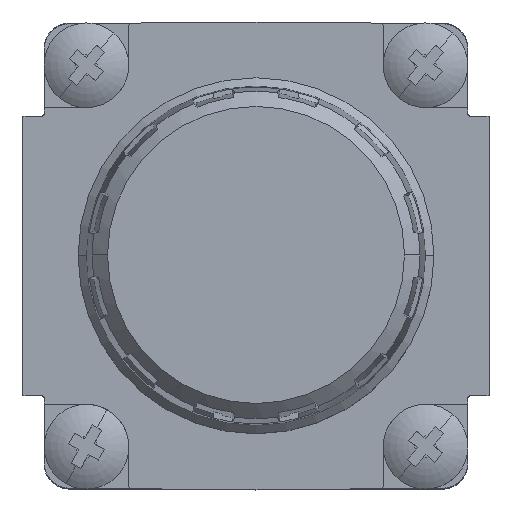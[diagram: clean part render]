
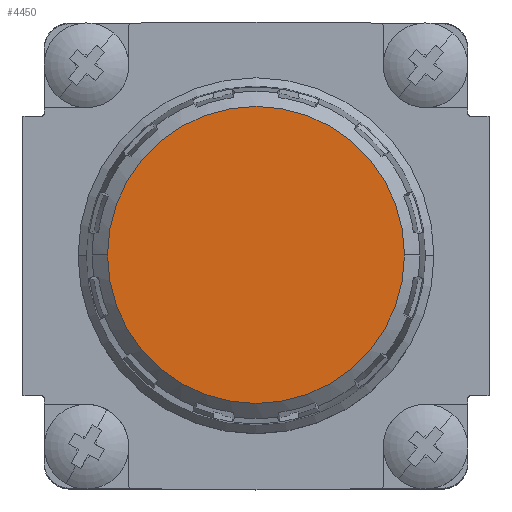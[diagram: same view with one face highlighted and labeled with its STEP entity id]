
A CAD part, top view. The second image highlights one B-rep face of the part: STEP entity #4450.
In plain terms, the highlighted planar face has unit normal (0, 0, 1).
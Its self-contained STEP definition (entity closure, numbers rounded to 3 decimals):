
#1301 = DIRECTION ( 'NONE',  ( 0., 0., 1. ) ) ;
#3820 = DIRECTION ( 'NONE',  ( 0., 0., -1. ) ) ;
#4119 = CARTESIAN_POINT ( 'NONE',  ( 51.3, 31.003, 41.5 ) ) ;
#4450 = ADVANCED_FACE ( 'NONE', ( #10736 ), #13202, .T. ) ;
#5185 = AXIS2_PLACEMENT_3D ( 'NONE', #4119, #14037, #29026 ) ;
#5967 = CARTESIAN_POINT ( 'NONE',  ( 51.3, 31.003, 41.5 ) ) ;
#6418 = EDGE_CURVE ( 'NONE', #30036, #14270, #19414, .T. ) ;
#7612 = CARTESIAN_POINT ( 'NONE',  ( 33.775, 31.003, 41.5 ) ) ;
#10300 = ORIENTED_EDGE ( 'NONE', *, *, #6418, .F. ) ;
#10736 = FACE_OUTER_BOUND ( 'NONE', #29060, .T. ) ;
#10933 = EDGE_CURVE ( 'NONE', #14270, #30036, #18230, .T. ) ;
#12518 = AXIS2_PLACEMENT_3D ( 'NONE', #25722, #1301, #15657 ) ;
#13202 = PLANE ( 'NONE',  #12518 ) ;
#13663 = ORIENTED_EDGE ( 'NONE', *, *, #10933, .F. ) ;
#14037 = DIRECTION ( 'NONE',  ( 0., 0., -1. ) ) ;
#14270 = VERTEX_POINT ( 'NONE', #19300 ) ;
#15657 = DIRECTION ( 'NONE',  ( 1., 0., 0. ) ) ;
#18230 = CIRCLE ( 'NONE', #23504, 17.526 ) ;
#19300 = CARTESIAN_POINT ( 'NONE',  ( 68.826, 31.003, 41.5 ) ) ;
#19414 = CIRCLE ( 'NONE', #5185, 17.526 ) ;
#21467 = DIRECTION ( 'NONE',  ( -1., 0., 0. ) ) ;
#23504 = AXIS2_PLACEMENT_3D ( 'NONE', #5967, #3820, #21467 ) ;
#25722 = CARTESIAN_POINT ( 'NONE',  ( 71.3, 31.003, 41.5 ) ) ;
#29026 = DIRECTION ( 'NONE',  ( -1., 0., 0. ) ) ;
#29060 = EDGE_LOOP ( 'NONE', ( #10300, #13663 ) ) ;
#30036 = VERTEX_POINT ( 'NONE', #7612 ) ;
